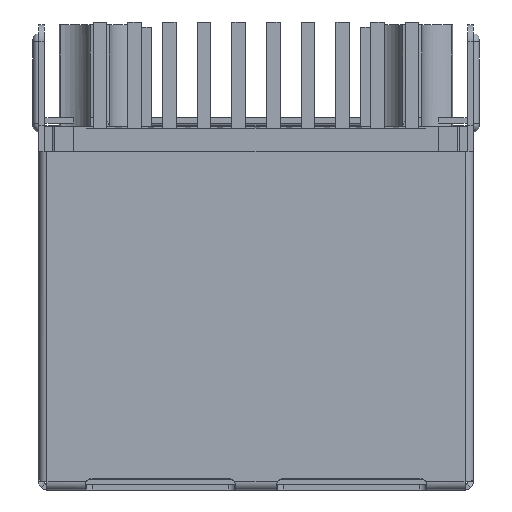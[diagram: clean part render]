
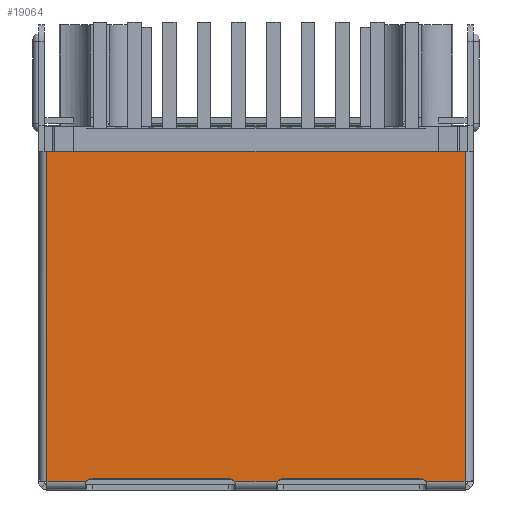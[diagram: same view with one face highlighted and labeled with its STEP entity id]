
A CAD part, left-side view. The second image highlights one B-rep face of the part: STEP entity #19064.
In plain terms, the highlighted planar face has unit normal (-1, 0, 0).
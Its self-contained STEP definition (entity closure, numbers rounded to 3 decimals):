
#690=CIRCLE('',#19945,0.25);
#695=CIRCLE('',#19952,0.25);
#696=CIRCLE('',#19953,0.25);
#697=CIRCLE('',#19954,0.25);
#1701=ORIENTED_EDGE('',*,*,#5617,.F.);
#1702=ORIENTED_EDGE('',*,*,#5635,.F.);
#1703=ORIENTED_EDGE('',*,*,#5624,.T.);
#1704=ORIENTED_EDGE('',*,*,#5573,.T.);
#1705=ORIENTED_EDGE('',*,*,#5642,.F.);
#1706=ORIENTED_EDGE('',*,*,#5638,.F.);
#1707=ORIENTED_EDGE('',*,*,#5649,.F.);
#1708=ORIENTED_EDGE('',*,*,#5650,.T.);
#1709=ORIENTED_EDGE('',*,*,#5651,.T.);
#1710=ORIENTED_EDGE('',*,*,#5628,.T.);
#1711=ORIENTED_EDGE('',*,*,#5652,.T.);
#1712=ORIENTED_EDGE('',*,*,#5653,.T.);
#5573=EDGE_CURVE('',#7574,#7576,#8796,.T.);
#5617=EDGE_CURVE('',#7611,#7612,#8837,.T.);
#5624=EDGE_CURVE('',#7615,#7574,#8839,.T.);
#5628=EDGE_CURVE('',#7616,#7619,#8843,.T.);
#5635=EDGE_CURVE('',#7615,#7611,#8847,.T.);
#5638=EDGE_CURVE('',#7623,#7624,#8849,.T.);
#5642=EDGE_CURVE('',#7624,#7576,#690,.T.);
#5649=EDGE_CURVE('',#7630,#7623,#695,.T.);
#5650=EDGE_CURVE('',#7630,#7631,#8855,.T.);
#5651=EDGE_CURVE('',#7631,#7616,#696,.F.);
#5652=EDGE_CURVE('',#7619,#7632,#697,.F.);
#5653=EDGE_CURVE('',#7632,#7612,#8856,.T.);
#7574=VERTEX_POINT('',#26122);
#7576=VERTEX_POINT('',#26154);
#7611=VERTEX_POINT('',#26263);
#7612=VERTEX_POINT('',#26265);
#7615=VERTEX_POINT('',#26288);
#7616=VERTEX_POINT('',#26293);
#7619=VERTEX_POINT('',#26298);
#7623=VERTEX_POINT('',#26319);
#7624=VERTEX_POINT('',#26320);
#7630=VERTEX_POINT('',#26340);
#7631=VERTEX_POINT('',#26342);
#7632=VERTEX_POINT('',#26345);
#8796=LINE('',#26161,#10274);
#8837=LINE('',#26264,#10315);
#8839=LINE('',#26290,#10317);
#8843=LINE('',#26299,#10321);
#8847=LINE('',#26312,#10325);
#8849=LINE('',#26318,#10327);
#8855=LINE('',#26341,#10333);
#8856=LINE('',#26346,#10334);
#10274=VECTOR('',#21337,1000.);
#10315=VECTOR('',#21400,1000.);
#10317=VECTOR('',#21410,1000.);
#10321=VECTOR('',#21416,1000.);
#10325=VECTOR('',#21432,1000.);
#10327=VECTOR('',#21442,1000.);
#10333=VECTOR('',#21466,1000.);
#10334=VECTOR('',#21471,1000.);
#11633=EDGE_LOOP('',(#1701,#1702,#1703,#1704,#1705,#1706,#1707,#1708,#1709,
#1710,#1711,#1712));
#12513=FACE_BOUND('',#11633,.T.);
#13320=PLANE('',#19951);
#19064=ADVANCED_FACE('',(#12513),#13320,.T.);
#19945=AXIS2_PLACEMENT_3D('',#26327,#21448,#21449);
#19951=AXIS2_PLACEMENT_3D('',#26338,#21462,#21463);
#19952=AXIS2_PLACEMENT_3D('',#26339,#21464,#21465);
#19953=AXIS2_PLACEMENT_3D('',#26343,#21467,#21468);
#19954=AXIS2_PLACEMENT_3D('',#26344,#21469,#21470);
#21337=DIRECTION('',(0.,-1.,0.));
#21400=DIRECTION('',(0.,0.,-1.));
#21410=DIRECTION('',(0.,0.,-1.));
#21416=DIRECTION('',(0.,-1.,0.));
#21432=DIRECTION('',(0.,-1.,0.));
#21442=DIRECTION('',(0.,1.,0.));
#21448=DIRECTION('',(-1.,0.,0.));
#21449=DIRECTION('',(0.,0.,1.));
#21462=DIRECTION('',(-1.,0.,0.));
#21463=DIRECTION('',(0.,0.,1.));
#21464=DIRECTION('',(-1.,0.,0.));
#21465=DIRECTION('',(0.,0.,1.));
#21466=DIRECTION('',(0.,-1.,0.));
#21467=DIRECTION('',(-1.,0.,0.));
#21468=DIRECTION('',(0.,0.,1.));
#21469=DIRECTION('',(-1.,0.,0.));
#21470=DIRECTION('',(0.,0.,1.));
#21471=DIRECTION('',(0.,-1.,0.));
#26122=CARTESIAN_POINT('',(-10.675,7.65,-6.515));
#26154=CARTESIAN_POINT('',(-10.675,6.213,-6.515));
#26161=CARTESIAN_POINT('',(-10.675,7.65,-6.515));
#26263=CARTESIAN_POINT('',(-10.675,-7.65,5.585));
#26264=CARTESIAN_POINT('',(-10.675,-7.65,5.585));
#26265=CARTESIAN_POINT('',(-10.675,-7.65,-6.515));
#26288=CARTESIAN_POINT('',(-10.675,7.65,5.585));
#26290=CARTESIAN_POINT('',(-10.675,7.65,5.585));
#26293=CARTESIAN_POINT('',(-10.675,-1.,-6.395));
#26298=CARTESIAN_POINT('',(-10.675,-6.,-6.395));
#26299=CARTESIAN_POINT('',(-10.675,7.65,-6.395));
#26312=CARTESIAN_POINT('',(-10.675,7.65,5.585));
#26318=CARTESIAN_POINT('',(-10.675,7.65,-6.395));
#26319=CARTESIAN_POINT('',(-10.675,1.,-6.395));
#26320=CARTESIAN_POINT('',(-10.675,6.,-6.395));
#26327=CARTESIAN_POINT('',(-10.675,6.,-6.645));
#26338=CARTESIAN_POINT('',(-10.675,7.65,5.585));
#26339=CARTESIAN_POINT('',(-10.675,1.,-6.645));
#26340=CARTESIAN_POINT('',(-10.675,0.787,-6.515));
#26341=CARTESIAN_POINT('',(-10.675,7.65,-6.515));
#26342=CARTESIAN_POINT('',(-10.675,-0.787,-6.515));
#26343=CARTESIAN_POINT('',(-10.675,-1.,-6.645));
#26344=CARTESIAN_POINT('',(-10.675,-6.,-6.645));
#26345=CARTESIAN_POINT('',(-10.675,-6.213,-6.515));
#26346=CARTESIAN_POINT('',(-10.675,7.65,-6.515));
